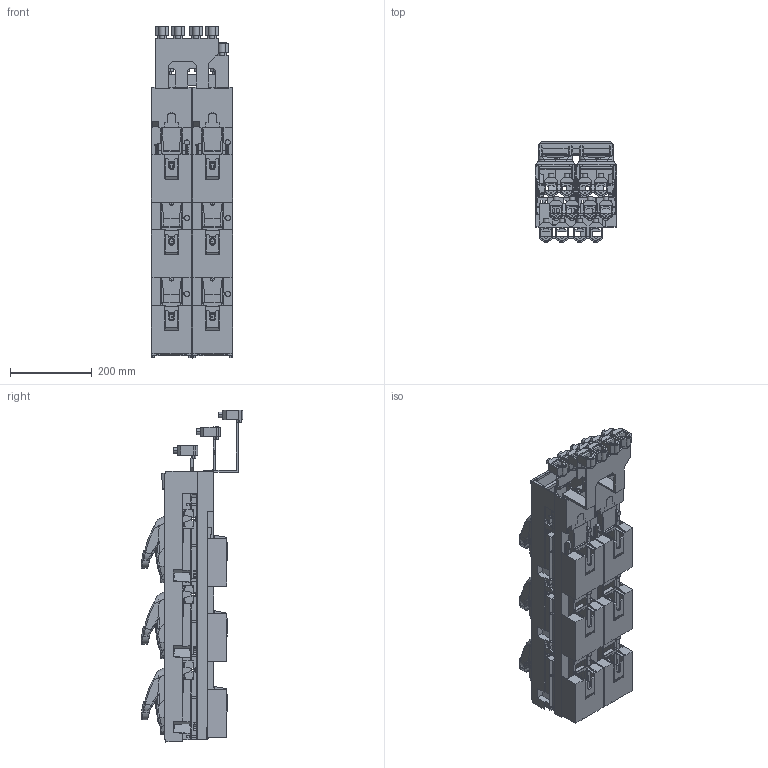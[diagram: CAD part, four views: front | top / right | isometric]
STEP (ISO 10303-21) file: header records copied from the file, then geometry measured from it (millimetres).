
FILE_DESCRIPTION((''),'2;1');
FILE_NAME('1SEP620025R1020','2023-03-24T11:09:08',('20724'),(''),'CREO PARAMETRIC BY PTC INC, 2016390','CREO PARAMETRIC BY PTC INC, 2016390','');
FILE_SCHEMA(('AUTOMOTIVE_DESIGN { 1 0 10303 214 1 1 1 1 }'));
Products named in the file (1): 1SEP620025R1020
Bounding box: 199.01 x 249.1 x 811.47 mm (x, y, z)
Surface area: 1744391.7 mm2 (no closed solid volume)
Topology: 0 solids, 255 shells, 4335 faces, 16902 edges, 12620 vertices
Faces by surface type: plane 3118, cylinder 766, bspline 152, cone 128, torus 110, extrusion 61
Entity records: 248047 total; most frequent: CARTESIAN_POINT 62696, ORIENTED_EDGE 27340, DIRECTION 23599, EDGE_CURVE 16902, PRESENTATION_STYLE_ASSIGNMENT 16750, STYLED_ITEM 16748, CURVE_STYLE 16363, VERTEX_POINT 12620
